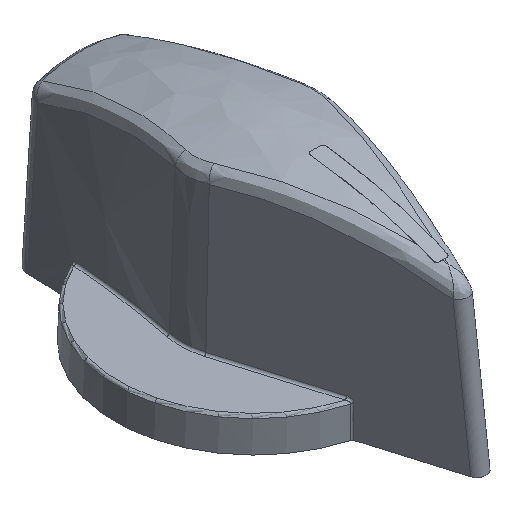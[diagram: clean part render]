
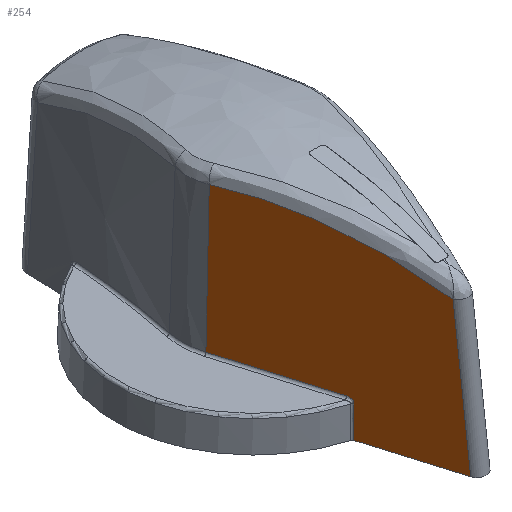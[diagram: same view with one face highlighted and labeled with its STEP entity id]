
A CAD part, isometric view. The second image highlights one B-rep face of the part: STEP entity #254.
In plain terms, the highlighted planar face has unit normal (-0.957, -0.287, 0.035).
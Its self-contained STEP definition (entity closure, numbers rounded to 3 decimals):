
#254 = ADVANCED_FACE( '', ( #569 ), #570, .T. );
#569 = FACE_OUTER_BOUND( '', #1772, .T. );
#570 = PLANE( '', #1773 );
#1772 = EDGE_LOOP( '', ( #3061, #3062, #3063, #3064, #3065, #3066, #3067 ) );
#1773 = AXIS2_PLACEMENT_3D( '', #3068, #3069, #3070 );
#3061 = ORIENTED_EDGE( '', *, *, #3801, .T. );
#3062 = ORIENTED_EDGE( '', *, *, #3802, .T. );
#3063 = ORIENTED_EDGE( '', *, *, #3669, .T. );
#3064 = ORIENTED_EDGE( '', *, *, #3706, .T. );
#3065 = ORIENTED_EDGE( '', *, *, #3688, .F. );
#3066 = ORIENTED_EDGE( '', *, *, #3803, .T. );
#3067 = ORIENTED_EDGE( '', *, *, #3798, .T. );
#3068 = CARTESIAN_POINT( '', ( -6.878, -4.565, 0. ) );
#3069 = DIRECTION( '', ( -0.957, -0.287, 0.035 ) );
#3070 = DIRECTION( '', ( 0.288, -0.958, 0. ) );
#3669 = EDGE_CURVE( '', #4110, #4108, #4111, .T. );
#3688 = EDGE_CURVE( '', #4140, #4142, #4143, .T. );
#3706 = EDGE_CURVE( '', #4108, #4142, #4175, .T. );
#3798 = EDGE_CURVE( '', #4022, #4306, #4308, .T. );
#3801 = EDGE_CURVE( '', #4306, #4311, #4312, .T. );
#3802 = EDGE_CURVE( '', #4311, #4110, #4313, .F. );
#3803 = EDGE_CURVE( '', #4140, #4022, #4314, .F. );
#4022 = VERTEX_POINT( '', #4645 );
#4108 = VERTEX_POINT( '', #4994 );
#4110 = VERTEX_POINT( '', #4996 );
#4111 = B_SPLINE_CURVE_WITH_KNOTS( '', 3, ( #4997, #4998, #4999, #5000, #5001, #5002, #5003, #5004, #5005, #5006, #5007, #5008, #5009, #5010, #5011, #5012, #5013, #5014, #5015, #5016, #5017, #5018, #5019, #5020, #5021, #5022, #5023, #5024, #5025, #5026, #5027, #5028, #5029, #5030, #5031, #5032 ), .UNSPECIFIED., .F., .F., ( 4, 2, 2, 2, 2, 1, 1, 2, 2, 2, 1, 1, 2, 1, 2, 1, 1, 2, 2, 1, 1, 1, 4 ), ( 0., 0., 0., 0., 0., 0., 0., 0., 0., 0., 0., 0.001, 0.001, 0.001, 0.001, 0.001, 0.001, 0.001, 0.001, 0.001, 0.001, 0.001, 0.001 ), .UNSPECIFIED. );
#4140 = VERTEX_POINT( '', #5151 );
#4142 = VERTEX_POINT( '', #5153 );
#4143 = LINE( '', #5154, #5155 );
#4175 = B_SPLINE_CURVE_WITH_KNOTS( '', 3, ( #5312, #5313, #5314, #5315 ), .UNSPECIFIED., .F., .F., ( 4, 4 ), ( 0., 0.003 ), .UNSPECIFIED. );
#4306 = VERTEX_POINT( '', #5794 );
#4308 = B_SPLINE_CURVE_WITH_KNOTS( '', 3, ( #5796, #5797, #5798, #5799, #5800, #5801, #5802, #5803, #5804, #5805, #5806, #5807, #5808, #5809, #5810, #5811, #5812, #5813, #5814, #5815, #5816, #5817, #5818, #5819, #5820 ), .UNSPECIFIED., .F., .F., ( 4, 2, 1, 1, 1, 2, 1, 2, 2, 1, 1, 1, 1, 1, 1, 1, 1, 1, 4 ), ( 0., 0.001, 0.003, 0.004, 0.005, 0.007, 0.007, 0.008, 0.008, 0.01, 0.011, 0.012, 0.014, 0.015, 0.016, 0.018, 0.019, 0.02, 0.022 ), .UNSPECIFIED. );
#4311 = VERTEX_POINT( '', #5826 );
#4312 = LINE( '', #5827, #5828 );
#4313 = LINE( '', #5829, #5830 );
#4314 = LINE( '', #5831, #5832 );
#4645 = CARTESIAN_POINT( '', ( -0.957, -22.394, 15.606 ) );
#4994 = CARTESIAN_POINT( '', ( -3.768, -14.522, 3.31 ) );
#4996 = CARTESIAN_POINT( '', ( -3.935, -13.903, 3.841 ) );
#4997 = CARTESIAN_POINT( '', ( -3.935, -13.903, 3.841 ) );
#4998 = CARTESIAN_POINT( '', ( -3.924, -13.94, 3.841 ) );
#4999 = CARTESIAN_POINT( '', ( -3.913, -13.976, 3.838 ) );
#5000 = CARTESIAN_POINT( '', ( -3.897, -14.031, 3.83 ) );
#5001 = CARTESIAN_POINT( '', ( -3.892, -14.049, 3.826 ) );
#5002 = CARTESIAN_POINT( '', ( -3.884, -14.076, 3.82 ) );
#5003 = CARTESIAN_POINT( '', ( -3.881, -14.085, 3.818 ) );
#5004 = CARTESIAN_POINT( '', ( -3.876, -14.102, 3.813 ) );
#5005 = CARTESIAN_POINT( '', ( -3.873, -14.111, 3.81 ) );
#5006 = CARTESIAN_POINT( '', ( -3.866, -14.138, 3.801 ) );
#5007 = CARTESIAN_POINT( '', ( -3.856, -14.173, 3.788 ) );
#5008 = CARTESIAN_POINT( '', ( -3.842, -14.223, 3.765 ) );
#5009 = CARTESIAN_POINT( '', ( -3.833, -14.255, 3.746 ) );
#5010 = CARTESIAN_POINT( '', ( -3.827, -14.275, 3.733 ) );
#5011 = CARTESIAN_POINT( '', ( -3.826, -14.279, 3.731 ) );
#5012 = CARTESIAN_POINT( '', ( -3.824, -14.287, 3.725 ) );
#5013 = CARTESIAN_POINT( '', ( -3.823, -14.291, 3.723 ) );
#5014 = CARTESIAN_POINT( '', ( -3.82, -14.302, 3.714 ) );
#5015 = CARTESIAN_POINT( '', ( -3.814, -14.325, 3.697 ) );
#5016 = CARTESIAN_POINT( '', ( -3.804, -14.36, 3.667 ) );
#5017 = CARTESIAN_POINT( '', ( -3.797, -14.386, 3.639 ) );
#5018 = CARTESIAN_POINT( '', ( -3.793, -14.402, 3.621 ) );
#5019 = CARTESIAN_POINT( '', ( -3.792, -14.408, 3.614 ) );
#5020 = CARTESIAN_POINT( '', ( -3.79, -14.414, 3.606 ) );
#5021 = CARTESIAN_POINT( '', ( -3.788, -14.422, 3.595 ) );
#5022 = CARTESIAN_POINT( '', ( -3.784, -14.439, 3.572 ) );
#5023 = CARTESIAN_POINT( '', ( -3.778, -14.464, 3.531 ) );
#5024 = CARTESIAN_POINT( '', ( -3.774, -14.48, 3.497 ) );
#5025 = CARTESIAN_POINT( '', ( -3.772, -14.489, 3.474 ) );
#5026 = CARTESIAN_POINT( '', ( -3.772, -14.491, 3.47 ) );
#5027 = CARTESIAN_POINT( '', ( -3.771, -14.494, 3.461 ) );
#5028 = CARTESIAN_POINT( '', ( -3.77, -14.499, 3.447 ) );
#5029 = CARTESIAN_POINT( '', ( -3.769, -14.508, 3.415 ) );
#5030 = CARTESIAN_POINT( '', ( -3.767, -14.518, 3.368 ) );
#5031 = CARTESIAN_POINT( '', ( -3.768, -14.522, 3.33 ) );
#5032 = CARTESIAN_POINT( '', ( -3.768, -14.522, 3.31 ) );
#5151 = CARTESIAN_POINT( '', ( -0.957, -24.289, 0. ) );
#5153 = CARTESIAN_POINT( '', ( -3.861, -14.617, 0. ) );
#5154 = CARTESIAN_POINT( '', ( -6.878, -4.565, 0. ) );
#5155 = VECTOR( '', #6391, 1000. );
#5312 = CARTESIAN_POINT( '', ( -3.768, -14.522, 3.31 ) );
#5313 = CARTESIAN_POINT( '', ( -3.799, -14.554, 2.207 ) );
#5314 = CARTESIAN_POINT( '', ( -3.83, -14.585, 1.103 ) );
#5315 = CARTESIAN_POINT( '', ( -3.861, -14.617, 0. ) );
#5794 = CARTESIAN_POINT( '', ( -6.926, -2.079, 19.154 ) );
#5796 = CARTESIAN_POINT( '', ( -0.957, -22.394, 15.606 ) );
#5797 = CARTESIAN_POINT( '', ( -1.07, -21.994, 15.793 ) );
#5798 = CARTESIAN_POINT( '', ( -1.184, -21.592, 15.972 ) );
#5799 = CARTESIAN_POINT( '', ( -1.414, -20.784, 16.316 ) );
#5800 = CARTESIAN_POINT( '', ( -1.646, -19.972, 16.647 ) );
#5801 = CARTESIAN_POINT( '', ( -2., -18.74, 17.101 ) );
#5802 = CARTESIAN_POINT( '', ( -2.358, -17.495, 17.515 ) );
#5803 = CARTESIAN_POINT( '', ( -2.601, -16.656, 17.763 ) );
#5804 = CARTESIAN_POINT( '', ( -2.784, -16.024, 17.939 ) );
#5805 = CARTESIAN_POINT( '', ( -2.876, -15.708, 18.025 ) );
#5806 = CARTESIAN_POINT( '', ( -2.969, -15.389, 18.106 ) );
#5807 = CARTESIAN_POINT( '', ( -3.03, -15.177, 18.16 ) );
#5808 = CARTESIAN_POINT( '', ( -3.061, -15.071, 18.186 ) );
#5809 = CARTESIAN_POINT( '', ( -3.216, -14.539, 18.316 ) );
#5810 = CARTESIAN_POINT( '', ( -3.465, -13.688, 18.509 ) );
#5811 = CARTESIAN_POINT( '', ( -3.84, -12.408, 18.755 ) );
#5812 = CARTESIAN_POINT( '', ( -4.217, -11.126, 18.958 ) );
#5813 = CARTESIAN_POINT( '', ( -4.597, -9.842, 19.118 ) );
#5814 = CARTESIAN_POINT( '', ( -4.979, -8.554, 19.236 ) );
#5815 = CARTESIAN_POINT( '', ( -5.364, -7.265, 19.311 ) );
#5816 = CARTESIAN_POINT( '', ( -5.75, -5.972, 19.341 ) );
#5817 = CARTESIAN_POINT( '', ( -6.139, -4.677, 19.328 ) );
#5818 = CARTESIAN_POINT( '', ( -6.531, -3.38, 19.268 ) );
#5819 = CARTESIAN_POINT( '', ( -6.794, -2.513, 19.198 ) );
#5820 = CARTESIAN_POINT( '', ( -6.926, -2.079, 19.154 ) );
#5826 = CARTESIAN_POINT( '', ( -7.438, -2.233, 3.841 ) );
#5827 = CARTESIAN_POINT( '', ( -7.566, -2.271, 0. ) );
#5828 = VECTOR( '', #6505, 1000. );
#5829 = CARTESIAN_POINT( '', ( -6.75, -4.526, 3.841 ) );
#5830 = VECTOR( '', #6506, 1000. );
#5831 = CARTESIAN_POINT( '', ( -0.957, -24.003, 2.361 ) );
#5832 = VECTOR( '', #6507, 1000. );
#6391 = DIRECTION( '', ( -0.288, 0.958, 0. ) );
#6505 = DIRECTION( '', ( -0.033, -0.01, -0.999 ) );
#6506 = DIRECTION( '', ( -0.288, 0.958, 0. ) );
#6507 = DIRECTION( '', ( 0., -0.121, -0.993 ) );
